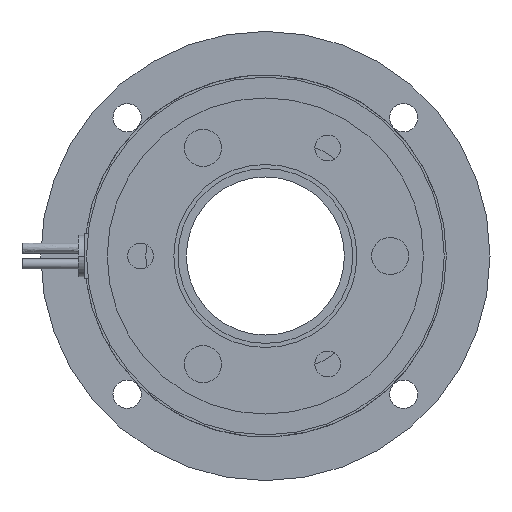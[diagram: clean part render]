
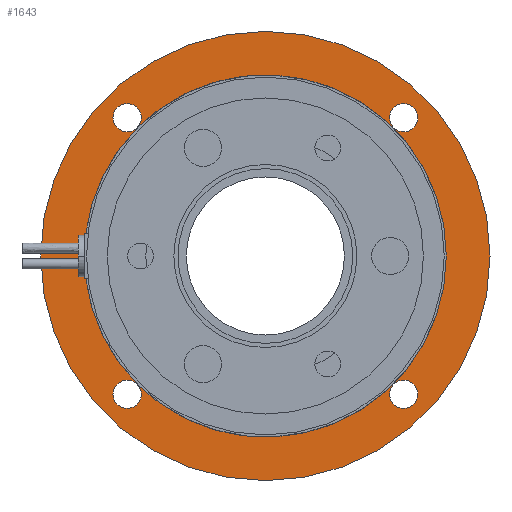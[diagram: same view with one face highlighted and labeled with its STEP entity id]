
A CAD part, left-side view. The second image highlights one B-rep face of the part: STEP entity #1643.
In plain terms, the highlighted face is planar.
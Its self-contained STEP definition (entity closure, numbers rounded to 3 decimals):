
#129=CARTESIAN_POINT('',(-27.0,0.,2.0));
#130=VERTEX_POINT('',#129);
#146=CARTESIAN_POINT('',(27.0,0.,2.0));
#147=VERTEX_POINT('',#146);
#154=CARTESIAN_POINT('',(0.0,0.0,2.0));
#155=DIRECTION('',(0.0,0.0,-1.0));
#156=DIRECTION('',(-1.0,0.0,0.0));
#157=AXIS2_PLACEMENT_3D('',#154,#155,#156);
#158=CIRCLE('',#157,27.0);
#159=EDGE_CURVE('',#147,#130,#158,.T.);
#368=CARTESIAN_POINT('',(-18.317,16.617,2.0));
#369=VERTEX_POINT('',#368);
#385=CARTESIAN_POINT('',(-14.917,16.617,2.0));
#386=VERTEX_POINT('',#385);
#393=CARTESIAN_POINT('',(-16.617,16.617,2.0));
#394=DIRECTION('',(0.0,0.0,-1.0));
#395=DIRECTION('',(-1.0,0.0,0.0));
#396=AXIS2_PLACEMENT_3D('',#393,#394,#395);
#397=CIRCLE('',#396,1.7);
#398=EDGE_CURVE('',#369,#386,#397,.T.);
#410=CARTESIAN_POINT('',(16.617,18.317,2.0));
#411=VERTEX_POINT('',#410);
#427=CARTESIAN_POINT('',(16.617,14.917,2.0));
#428=VERTEX_POINT('',#427);
#435=CARTESIAN_POINT('',(16.617,16.617,2.0));
#436=DIRECTION('',(0.0,0.0,-1.0));
#437=DIRECTION('',(0.0,1.0,0.0));
#438=AXIS2_PLACEMENT_3D('',#435,#436,#437);
#439=CIRCLE('',#438,1.7);
#440=EDGE_CURVE('',#411,#428,#439,.T.);
#452=CARTESIAN_POINT('',(18.317,-16.617,2.0));
#453=VERTEX_POINT('',#452);
#469=CARTESIAN_POINT('',(14.917,-16.617,2.0));
#470=VERTEX_POINT('',#469);
#477=CARTESIAN_POINT('',(16.617,-16.617,2.0));
#478=DIRECTION('',(0.0,0.0,-1.0));
#479=DIRECTION('',(1.0,0.0,0.0));
#480=AXIS2_PLACEMENT_3D('',#477,#478,#479);
#481=CIRCLE('',#480,1.7);
#482=EDGE_CURVE('',#453,#470,#481,.T.);
#494=CARTESIAN_POINT('',(-16.617,-18.317,2.0));
#495=VERTEX_POINT('',#494);
#511=CARTESIAN_POINT('',(-16.617,-14.917,2.0));
#512=VERTEX_POINT('',#511);
#519=CARTESIAN_POINT('',(-16.617,-16.617,2.0));
#520=DIRECTION('',(0.0,0.0,-1.0));
#521=DIRECTION('',(0.0,-1.0,0.0));
#522=AXIS2_PLACEMENT_3D('',#519,#520,#521);
#523=CIRCLE('',#522,1.7);
#524=EDGE_CURVE('',#495,#512,#523,.T.);
#622=CARTESIAN_POINT('',(-20.0,0.,2.));
#623=VERTEX_POINT('',#622);
#632=CARTESIAN_POINT('',(20.0,0.,2.0));
#633=VERTEX_POINT('',#632);
#634=CARTESIAN_POINT('',(0.0,0.0,2.0));
#635=DIRECTION('',(0.0,0.0,-1.0));
#636=DIRECTION('',(-1.0,0.0,0.0));
#637=AXIS2_PLACEMENT_3D('',#634,#635,#636);
#638=CIRCLE('',#637,20.0);
#639=EDGE_CURVE('',#633,#623,#638,.T.);
#1341=CARTESIAN_POINT('',(0.0,0.0,2.0));
#1342=DIRECTION('',(0.0,0.0,-1.0));
#1343=DIRECTION('',(-1.0,0.0,0.0));
#1344=AXIS2_PLACEMENT_3D('',#1341,#1342,#1343);
#1345=CIRCLE('',#1344,20.0);
#1346=EDGE_CURVE('',#623,#633,#1345,.T.);
#1377=CARTESIAN_POINT('',(-16.617,-16.617,2.0));
#1378=DIRECTION('',(0.0,0.0,-1.0));
#1379=DIRECTION('',(0.0,-1.0,0.0));
#1380=AXIS2_PLACEMENT_3D('',#1377,#1378,#1379);
#1381=CIRCLE('',#1380,1.7);
#1382=EDGE_CURVE('',#512,#495,#1381,.T.);
#1401=CARTESIAN_POINT('',(16.617,-16.617,2.0));
#1402=DIRECTION('',(0.0,0.0,-1.0));
#1403=DIRECTION('',(1.0,0.0,0.0));
#1404=AXIS2_PLACEMENT_3D('',#1401,#1402,#1403);
#1405=CIRCLE('',#1404,1.7);
#1406=EDGE_CURVE('',#470,#453,#1405,.T.);
#1425=CARTESIAN_POINT('',(16.617,16.617,2.0));
#1426=DIRECTION('',(0.0,0.0,-1.0));
#1427=DIRECTION('',(0.0,1.0,0.0));
#1428=AXIS2_PLACEMENT_3D('',#1425,#1426,#1427);
#1429=CIRCLE('',#1428,1.7);
#1430=EDGE_CURVE('',#428,#411,#1429,.T.);
#1449=CARTESIAN_POINT('',(-16.617,16.617,2.0));
#1450=DIRECTION('',(0.0,0.0,-1.0));
#1451=DIRECTION('',(-1.0,0.0,0.0));
#1452=AXIS2_PLACEMENT_3D('',#1449,#1450,#1451);
#1453=CIRCLE('',#1452,1.7);
#1454=EDGE_CURVE('',#386,#369,#1453,.T.);
#1596=CARTESIAN_POINT('',(0.0,0.0,2.0));
#1597=DIRECTION('',(0.0,0.0,-1.0));
#1598=DIRECTION('',(-1.0,0.0,0.0));
#1599=AXIS2_PLACEMENT_3D('',#1596,#1597,#1598);
#1600=CIRCLE('',#1599,27.0);
#1601=EDGE_CURVE('',#130,#147,#1600,.T.);
#1614=CARTESIAN_POINT('',(0.0,0.0,2.0));
#1615=DIRECTION('',(0.0,0.0,-1.0));
#1616=DIRECTION('',(-1.0,0.0,0.0));
#1617=AXIS2_PLACEMENT_3D('',#1614,#1615,#1616);
#1618=PLANE('',#1617);
#1619=ORIENTED_EDGE('',*,*,#159,.F.);
#1620=ORIENTED_EDGE('',*,*,#1601,.F.);
#1621=EDGE_LOOP('',(#1619,#1620));
#1622=FACE_OUTER_BOUND('',#1621,.T.);
#1623=ORIENTED_EDGE('',*,*,#1382,.T.);
#1624=ORIENTED_EDGE('',*,*,#524,.T.);
#1625=EDGE_LOOP('',(#1623,#1624));
#1626=FACE_BOUND('',#1625,.T.);
#1627=ORIENTED_EDGE('',*,*,#1406,.T.);
#1628=ORIENTED_EDGE('',*,*,#482,.T.);
#1629=EDGE_LOOP('',(#1627,#1628));
#1630=FACE_BOUND('',#1629,.T.);
#1631=ORIENTED_EDGE('',*,*,#1430,.T.);
#1632=ORIENTED_EDGE('',*,*,#440,.T.);
#1633=EDGE_LOOP('',(#1631,#1632));
#1634=FACE_BOUND('',#1633,.T.);
#1635=ORIENTED_EDGE('',*,*,#1454,.T.);
#1636=ORIENTED_EDGE('',*,*,#398,.T.);
#1637=EDGE_LOOP('',(#1635,#1636));
#1638=FACE_BOUND('',#1637,.T.);
#1639=ORIENTED_EDGE('',*,*,#639,.T.);
#1640=ORIENTED_EDGE('',*,*,#1346,.T.);
#1641=EDGE_LOOP('',(#1639,#1640));
#1642=FACE_BOUND('',#1641,.T.);
#1643=ADVANCED_FACE('',(#1622,#1626,#1630,#1634,#1638,#1642),#1618,.F.);
